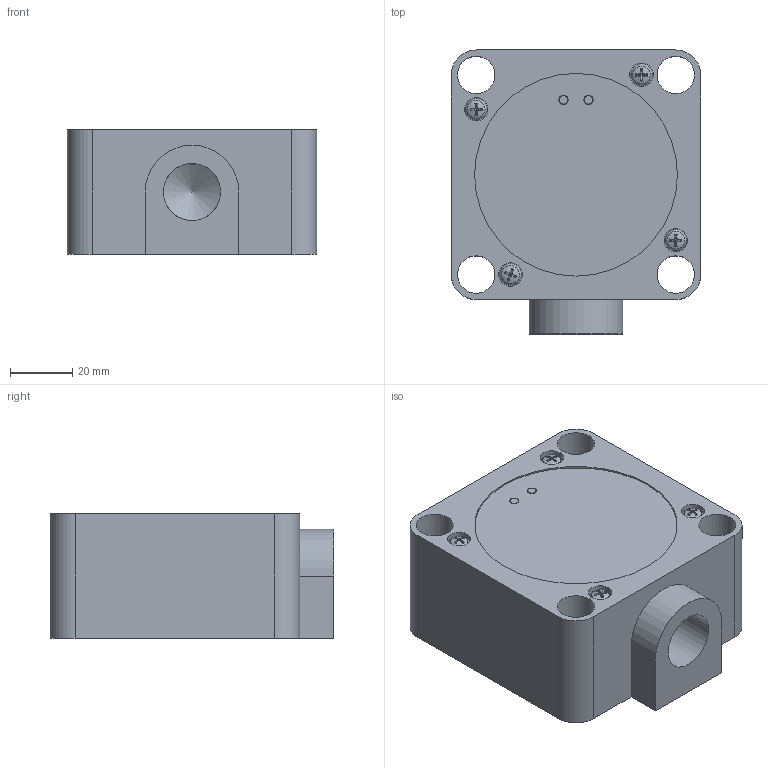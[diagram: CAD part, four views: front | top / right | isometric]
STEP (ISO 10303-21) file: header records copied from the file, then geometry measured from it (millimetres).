
FILE_DESCRIPTION(/* description */ (''),/* implementation_level */ '2;1');
FILE_NAME(/* name */ 'KJ50_Q80KN.stp',/* time_stamp */ '2017-10-25T07:04:54+02:00',/* author */ ('henry.ebert'),/* organization */ (''),/* preprocessor_version */ 'ST-DEVELOPER v16.1',/* originating_system */ 'Autodesk Inventor 2016',/* authorisation */ '');
FILE_SCHEMA (('CONFIG_CONTROL_DESIGN'));
Length unit declared in the file: millimetre
Products named in the file (1): KJ50_Q80KN_Shrinkwrap_2
Bounding box: 80 x 91 x 40 mm (x, y, z)
Volume: 239542.1 mm3; surface area: 33377.4 mm2
Topology: 3 solids, 3 shells, 141 faces, 361 edges, 237 vertices
Faces by surface type: plane 53, cone 41, torus 24, cylinder 19, sphere 4
Full cylindrical faces by diameter (mm): 2.9 x2, 3 x2, 7.5 x4, 12 x4, 18.376 x1, 65 x1
Entity records: 4864 total; most frequent: CARTESIAN_POINT 1495, ORIENTED_EDGE 644, DIRECTION 644, EDGE_CURVE 322, AXIS2_PLACEMENT_3D 277, VERTEX_POINT 229, EDGE_LOOP 191, STYLED_ITEM 144
